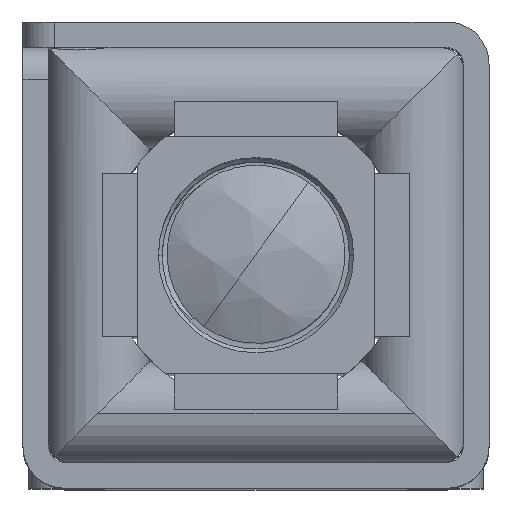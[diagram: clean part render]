
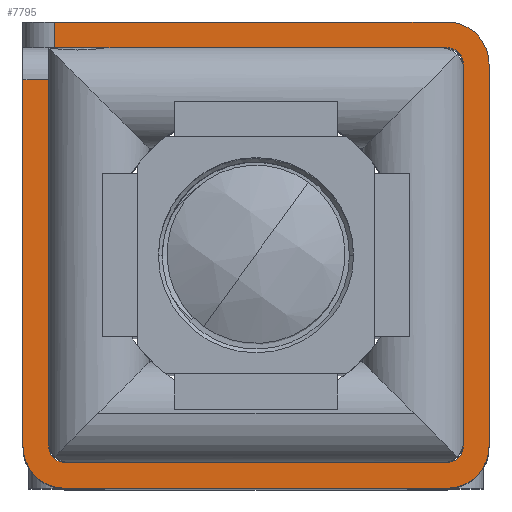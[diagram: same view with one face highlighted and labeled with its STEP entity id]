
A CAD part, top view. The second image highlights one B-rep face of the part: STEP entity #7795.
In plain terms, the highlighted face is planar.
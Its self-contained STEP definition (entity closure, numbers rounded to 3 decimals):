
#3 = CARTESIAN_POINT ( 'NONE',  ( 11.789, 6.015, 2.567 ) ) ;
#115 = DIRECTION ( 'NONE',  ( -1., 0., 0. ) ) ;
#140 = VERTEX_POINT ( 'NONE', #6018 ) ;
#256 = ORIENTED_EDGE ( 'NONE', *, *, #10808, .F. ) ;
#257 = AXIS2_PLACEMENT_3D ( 'NONE', #10202, #4553, #11134 ) ;
#332 = LINE ( 'NONE', #998, #2268 ) ;
#426 = ORIENTED_EDGE ( 'NONE', *, *, #9208, .F. ) ;
#475 = EDGE_CURVE ( 'NONE', #4126, #11861, #9672, .T. ) ;
#507 = ORIENTED_EDGE ( 'NONE', *, *, #6171, .F. ) ;
#525 = VECTOR ( 'NONE', #3213, 1000. ) ;
#530 = VECTOR ( 'NONE', #2904, 1000. ) ;
#547 = ORIENTED_EDGE ( 'NONE', *, *, #3375, .F. ) ;
#559 = ORIENTED_EDGE ( 'NONE', *, *, #10594, .F. ) ;
#574 = DIRECTION ( 'NONE',  ( -1., 0., 0. ) ) ;
#828 = CARTESIAN_POINT ( 'NONE',  ( 7.054, 6.015, 2.817 ) ) ;
#998 = CARTESIAN_POINT ( 'NONE',  ( 9.634, 6.015, 2.567 ) ) ;
#1019 = LINE ( 'NONE', #7415, #10740 ) ;
#1269 = ORIENTED_EDGE ( 'NONE', *, *, #6185, .F. ) ;
#1324 = CARTESIAN_POINT ( 'NONE',  ( 7.304, 6.015, 2.567 ) ) ;
#1331 = PLANE ( 'NONE',  #7248 ) ;
#1523 = CARTESIAN_POINT ( 'NONE',  ( 9.572, 6.015, 2.82 ) ) ;
#1663 = CARTESIAN_POINT ( 'NONE',  ( 9.574, 6.015, 2.567 ) ) ;
#1730 = ORIENTED_EDGE ( 'NONE', *, *, #4678, .F. ) ;
#1882 = DIRECTION ( 'NONE',  ( 0., 0., -1. ) ) ;
#1886 = CARTESIAN_POINT ( 'NONE',  ( 9.634, 6.015, 5.338 ) ) ;
#2059 = VERTEX_POINT ( 'NONE', #10901 ) ;
#2154 = ORIENTED_EDGE ( 'NONE', *, *, #9396, .T. ) ;
#2157 = VECTOR ( 'NONE', #4594, 1000. ) ;
#2268 = VECTOR ( 'NONE', #2909, 1000. ) ;
#2281 = DIRECTION ( 'NONE',  ( 0., -1., 0. ) ) ;
#2344 = DIRECTION ( 'NONE',  ( 0., -1., 0. ) ) ;
#2470 = DIRECTION ( 'NONE',  ( -1., 0., 0. ) ) ;
#2904 = DIRECTION ( 'NONE',  ( 1., 0., 0. ) ) ;
#2909 = DIRECTION ( 'NONE',  ( 0., 0., 1. ) ) ;
#2993 = VERTEX_POINT ( 'NONE', #7521 ) ;
#3031 = LINE ( 'NONE', #4150, #525 ) ;
#3213 = DIRECTION ( 'NONE',  ( -1., 0., 0. ) ) ;
#3375 = EDGE_CURVE ( 'NONE', #7575, #4004, #332, .T. ) ;
#3575 = DIRECTION ( 'NONE',  ( 0., -1., 0. ) ) ;
#3588 = ORIENTED_EDGE ( 'NONE', *, *, #4954, .T. ) ;
#3724 = AXIS2_PLACEMENT_3D ( 'NONE', #7973, #2344, #8919 ) ;
#3871 = FACE_OUTER_BOUND ( 'NONE', #9311, .T. ) ;
#3926 = VERTEX_POINT ( 'NONE', #7497 ) ;
#3939 = CARTESIAN_POINT ( 'NONE',  ( 11.789, 6.015, 5.186 ) ) ;
#3993 = CARTESIAN_POINT ( 'NONE',  ( 7.206, 6.015, 5.086 ) ) ;
#3999 = CARTESIAN_POINT ( 'NONE',  ( 7.054, 6.015, 5.088 ) ) ;
#4004 = VERTEX_POINT ( 'NONE', #1886 ) ;
#4122 = VERTEX_POINT ( 'NONE', #1663 ) ;
#4126 = VERTEX_POINT ( 'NONE', #10156 ) ;
#4150 = CARTESIAN_POINT ( 'NONE',  ( 11.789, 6.015, 5.338 ) ) ;
#4258 = DIRECTION ( 'NONE',  ( 1., 0., 0. ) ) ;
#4293 = EDGE_CURVE ( 'NONE', #5456, #4122, #6124, .T. ) ;
#4500 = VERTEX_POINT ( 'NONE', #5042 ) ;
#4553 = DIRECTION ( 'NONE',  ( 0., 1., 0. ) ) ;
#4594 = DIRECTION ( 'NONE',  ( 0., 0., 1. ) ) ;
#4678 = EDGE_CURVE ( 'NONE', #4122, #3926, #7578, .T. ) ;
#4703 = CARTESIAN_POINT ( 'NONE',  ( 9.634, 6.015, 5.186 ) ) ;
#4708 = VECTOR ( 'NONE', #115, 1000. ) ;
#4807 = CARTESIAN_POINT ( 'NONE',  ( 11.789, 6.015, 4.995 ) ) ;
#4954 = EDGE_CURVE ( 'NONE', #2993, #11302, #9954, .T. ) ;
#4955 = LINE ( 'NONE', #9883, #7155 ) ;
#5042 = CARTESIAN_POINT ( 'NONE',  ( 7.306, 6.015, 5.186 ) ) ;
#5164 = DIRECTION ( 'NONE',  ( 0., -1., 0. ) ) ;
#5195 = AXIS2_PLACEMENT_3D ( 'NONE', #1523, #8105, #2470 ) ;
#5447 = CARTESIAN_POINT ( 'NONE',  ( 9.672, 6.015, 4.995 ) ) ;
#5456 = VERTEX_POINT ( 'NONE', #1324 ) ;
#5521 = VECTOR ( 'NONE', #4258, 1000. ) ;
#5631 = CARTESIAN_POINT ( 'NONE',  ( 7.304, 6.015, 5.338 ) ) ;
#5746 = CIRCLE ( 'NONE', #11278, 0.1 ) ;
#5747 = CIRCLE ( 'NONE', #257, 0.1 ) ;
#5840 = VERTEX_POINT ( 'NONE', #5631 ) ;
#5895 = CIRCLE ( 'NONE', #6320, 0.25 ) ;
#6008 = CARTESIAN_POINT ( 'NONE',  ( 11.789, 6.015, 2.567 ) ) ;
#6018 = CARTESIAN_POINT ( 'NONE',  ( 9.672, 6.015, 2.82 ) ) ;
#6078 = EDGE_CURVE ( 'NONE', #4004, #5840, #3031, .T. ) ;
#6124 = LINE ( 'NONE', #3, #530 ) ;
#6171 = EDGE_CURVE ( 'NONE', #8317, #7471, #4955, .T. ) ;
#6185 = EDGE_CURVE ( 'NONE', #3926, #2059, #9347, .T. ) ;
#6214 = DIRECTION ( 'NONE',  ( 0., -1., 0. ) ) ;
#6320 = AXIS2_PLACEMENT_3D ( 'NONE', #10783, #5164, #11733 ) ;
#6527 = EDGE_CURVE ( 'NONE', #140, #11302, #8903, .T. ) ;
#6532 = VECTOR ( 'NONE', #6605, 1000. ) ;
#6605 = DIRECTION ( 'NONE',  ( 0., 0., 1. ) ) ;
#6673 = LINE ( 'NONE', #3939, #11389 ) ;
#6821 = AXIS2_PLACEMENT_3D ( 'NONE', #11842, #6214, #574 ) ;
#6920 = CIRCLE ( 'NONE', #3724, 0.25 ) ;
#7047 = CARTESIAN_POINT ( 'NONE',  ( 2.439, 6.015, 2.72 ) ) ;
#7086 = EDGE_CURVE ( 'NONE', #4500, #7575, #6673, .T. ) ;
#7155 = VECTOR ( 'NONE', #1882, 1000. ) ;
#7225 = ORIENTED_EDGE ( 'NONE', *, *, #7086, .F. ) ;
#7248 = AXIS2_PLACEMENT_3D ( 'NONE', #6008, #2281, #8846 ) ;
#7415 = CARTESIAN_POINT ( 'NONE',  ( 9.672, 6.015, 2.567 ) ) ;
#7471 = VERTEX_POINT ( 'NONE', #828 ) ;
#7497 = CARTESIAN_POINT ( 'NONE',  ( 9.824, 6.015, 2.817 ) ) ;
#7521 = CARTESIAN_POINT ( 'NONE',  ( 7.306, 6.015, 2.72 ) ) ;
#7575 = VERTEX_POINT ( 'NONE', #4703 ) ;
#7578 = CIRCLE ( 'NONE', #6821, 0.25 ) ;
#7718 = ORIENTED_EDGE ( 'NONE', *, *, #10252, .F. ) ;
#7795 = ADVANCED_FACE ( 'NONE', ( #3871 ), #1331, .F. ) ;
#7896 = ORIENTED_EDGE ( 'NONE', *, *, #6527, .F. ) ;
#7973 = CARTESIAN_POINT ( 'NONE',  ( 7.304, 6.015, 5.088 ) ) ;
#8105 = DIRECTION ( 'NONE',  ( 0., 1., 0. ) ) ;
#8317 = VERTEX_POINT ( 'NONE', #3999 ) ;
#8846 = DIRECTION ( 'NONE',  ( 1., 0., 0. ) ) ;
#8903 = CIRCLE ( 'NONE', #5195, 0.1 ) ;
#8919 = DIRECTION ( 'NONE',  ( -1., 0., 0. ) ) ;
#9070 = ORIENTED_EDGE ( 'NONE', *, *, #6078, .F. ) ;
#9165 = ORIENTED_EDGE ( 'NONE', *, *, #9807, .F. ) ;
#9195 = CARTESIAN_POINT ( 'NONE',  ( 7.306, 6.015, 5.086 ) ) ;
#9208 = EDGE_CURVE ( 'NONE', #5840, #8317, #6920, .T. ) ;
#9311 = EDGE_LOOP ( 'NONE', ( #9165, #1269, #1730, #11095, #559, #507, #426, #9070, #547, #7225, #2154, #11023, #7718, #3588, #7896, #256 ) ) ;
#9347 = LINE ( 'NONE', #11308, #6532 ) ;
#9396 = EDGE_CURVE ( 'NONE', #4500, #11861, #5746, .T. ) ;
#9672 = LINE ( 'NONE', #10257, #2157 ) ;
#9721 = CARTESIAN_POINT ( 'NONE',  ( 9.572, 6.015, 2.72 ) ) ;
#9807 = EDGE_CURVE ( 'NONE', #2059, #11005, #11922, .T. ) ;
#9883 = CARTESIAN_POINT ( 'NONE',  ( 7.054, 6.015, 2.567 ) ) ;
#9954 = LINE ( 'NONE', #7047, #5521 ) ;
#10156 = CARTESIAN_POINT ( 'NONE',  ( 7.206, 6.015, 2.82 ) ) ;
#10169 = DIRECTION ( 'NONE',  ( 1., 0., 0. ) ) ;
#10202 = CARTESIAN_POINT ( 'NONE',  ( 7.306, 6.015, 2.82 ) ) ;
#10252 = EDGE_CURVE ( 'NONE', #2993, #4126, #5747, .T. ) ;
#10257 = CARTESIAN_POINT ( 'NONE',  ( 7.206, 6.015, 2.567 ) ) ;
#10594 = EDGE_CURVE ( 'NONE', #7471, #5456, #5895, .T. ) ;
#10740 = VECTOR ( 'NONE', #11228, 1000. ) ;
#10783 = CARTESIAN_POINT ( 'NONE',  ( 7.304, 6.015, 2.817 ) ) ;
#10808 = EDGE_CURVE ( 'NONE', #11005, #140, #1019, .T. ) ;
#10901 = CARTESIAN_POINT ( 'NONE',  ( 9.824, 6.015, 4.995 ) ) ;
#11005 = VERTEX_POINT ( 'NONE', #5447 ) ;
#11023 = ORIENTED_EDGE ( 'NONE', *, *, #475, .F. ) ;
#11095 = ORIENTED_EDGE ( 'NONE', *, *, #4293, .F. ) ;
#11134 = DIRECTION ( 'NONE',  ( 1., 0., 0. ) ) ;
#11228 = DIRECTION ( 'NONE',  ( 0., 0., -1. ) ) ;
#11278 = AXIS2_PLACEMENT_3D ( 'NONE', #9195, #3575, #10169 ) ;
#11302 = VERTEX_POINT ( 'NONE', #9721 ) ;
#11308 = CARTESIAN_POINT ( 'NONE',  ( 9.824, 6.015, 2.567 ) ) ;
#11389 = VECTOR ( 'NONE', #11467, 1000. ) ;
#11467 = DIRECTION ( 'NONE',  ( 1., 0., 0. ) ) ;
#11733 = DIRECTION ( 'NONE',  ( 1., 0., 0. ) ) ;
#11842 = CARTESIAN_POINT ( 'NONE',  ( 9.574, 6.015, 2.817 ) ) ;
#11861 = VERTEX_POINT ( 'NONE', #3993 ) ;
#11922 = LINE ( 'NONE', #4807, #4708 ) ;
